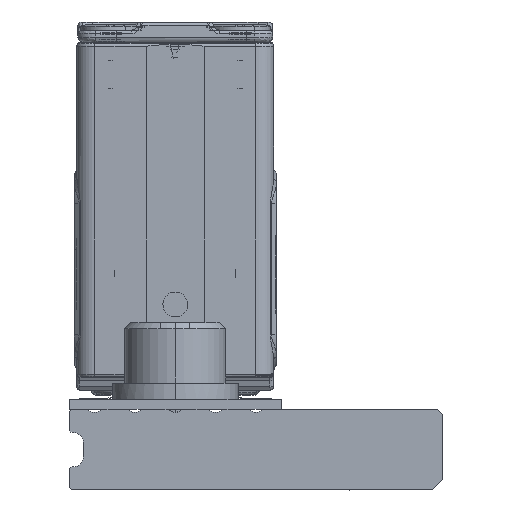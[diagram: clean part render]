
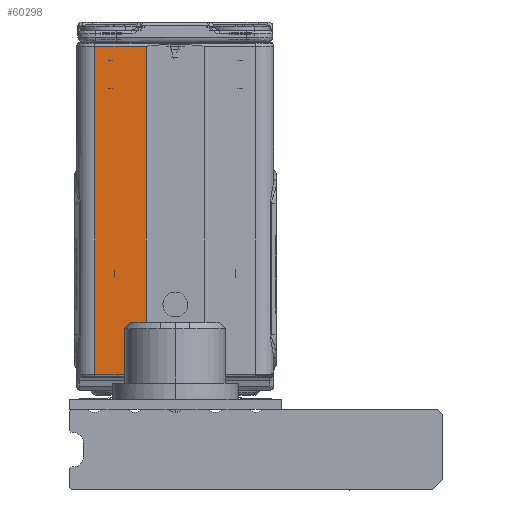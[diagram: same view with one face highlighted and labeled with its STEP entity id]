
A CAD part, left-side view. The second image highlights one B-rep face of the part: STEP entity #60298.
In plain terms, the highlighted face is planar.
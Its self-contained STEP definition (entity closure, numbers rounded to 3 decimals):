
#60278=AXIS2_PLACEMENT_3D('Plane Axis2P3D',#60275,#60276,#60277) ;
#52997=CARTESIAN_POINT('Line Origine',(-220.484,22.534,-32.418)) ;
#53001=CARTESIAN_POINT('Vertex',(-220.465,23.636,-32.418)) ;
#53003=CARTESIAN_POINT('Vertex',(-220.554,18.519,-32.418)) ;
#57207=CARTESIAN_POINT('Vertex',(-220.465,23.636,0.084)) ;
#57212=CARTESIAN_POINT('Line Origine',(-220.465,23.636,-16.167)) ;
#60275=CARTESIAN_POINT('Axis2P3D Location',(-220.415,26.5,-34.492)) ;
#60280=CARTESIAN_POINT('Line Origine',(-220.509,21.077,0.084)) ;
#60284=CARTESIAN_POINT('Vertex',(-220.554,18.519,0.084)) ;
#60287=CARTESIAN_POINT('Line Origine',(-220.554,18.519,-16.167)) ;
#52998=DIRECTION('Vector Direction',(-0.017,-1.,0.)) ;
#57213=DIRECTION('Vector Direction',(0.,0.,-1.)) ;
#60276=DIRECTION('Axis2P3D Direction',(1.,-0.017,0.)) ;
#60277=DIRECTION('Axis2P3D XDirection',(0.,0.,-1.)) ;
#60281=DIRECTION('Vector Direction',(0.017,1.,0.)) ;
#60288=DIRECTION('Vector Direction',(0.,0.,-1.)) ;
#52999=VECTOR('Line Direction',#52998,1.) ;
#57214=VECTOR('Line Direction',#57213,1.) ;
#60282=VECTOR('Line Direction',#60281,1.) ;
#60289=VECTOR('Line Direction',#60288,1.) ;
#60293=ORIENTED_EDGE('',*,*,#60286,.F.) ;
#60294=ORIENTED_EDGE('',*,*,#60291,.F.) ;
#60295=ORIENTED_EDGE('',*,*,#53005,.F.) ;
#60296=ORIENTED_EDGE('',*,*,#57216,.F.) ;
#60298=ADVANCED_FACE('Brep With Voids',(#60297),#60279,.T.) ;
#53005=EDGE_CURVE('',#53002,#53004,#53000,.T.) ;
#57216=EDGE_CURVE('',#57208,#53002,#57215,.T.) ;
#60286=EDGE_CURVE('',#60285,#57208,#60283,.T.) ;
#60291=EDGE_CURVE('',#53004,#60285,#60290,.F.) ;
#60292=EDGE_LOOP('',(#60293,#60294,#60295,#60296)) ;
#60297=FACE_OUTER_BOUND('',#60292,.T.) ;
#53000=LINE('Line',#52997,#52999) ;
#57215=LINE('Line',#57212,#57214) ;
#60283=LINE('Line',#60280,#60282) ;
#60290=LINE('Line',#60287,#60289) ;
#60279=PLANE('',#60278) ;
#53002=VERTEX_POINT('',#53001) ;
#53004=VERTEX_POINT('',#53003) ;
#57208=VERTEX_POINT('',#57207) ;
#60285=VERTEX_POINT('',#60284) ;
